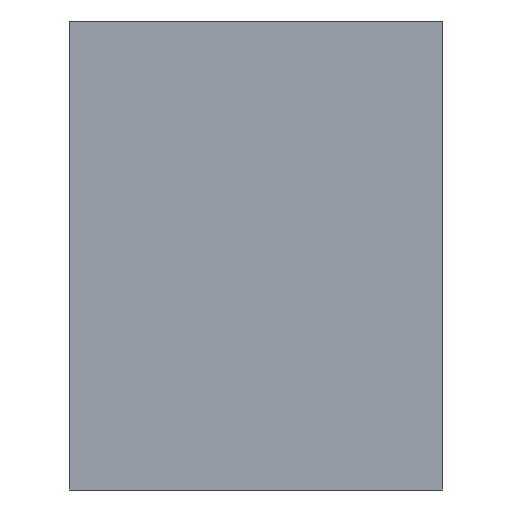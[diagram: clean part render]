
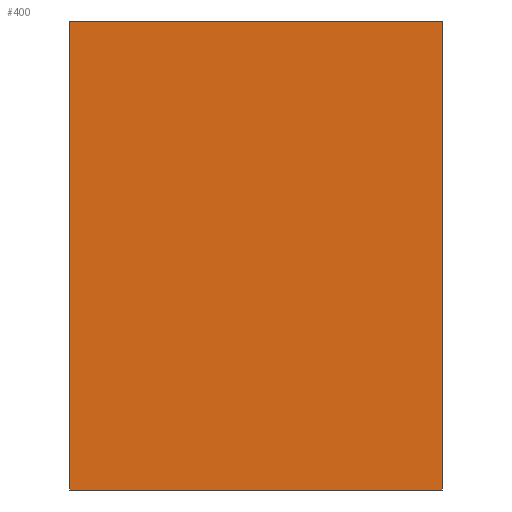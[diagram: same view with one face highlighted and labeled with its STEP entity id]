
A CAD part, left-side view. The second image highlights one B-rep face of the part: STEP entity #400.
In plain terms, the highlighted planar face has unit normal (-1, 0, 0).
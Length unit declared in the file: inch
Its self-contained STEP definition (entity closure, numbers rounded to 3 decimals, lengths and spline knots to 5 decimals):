
#18 = CARTESIAN_POINT ( 'NONE',  ( -4.75, 12.103, 0.5 ) ) ;
#28 = DIRECTION ( 'NONE',  ( 0., 1., 0. ) ) ;
#30 = VECTOR ( 'NONE', #28, 39.37008 ) ;
#62 = CARTESIAN_POINT ( 'NONE',  ( -4.75, 12.103, -0.5 ) ) ;
#73 = CARTESIAN_POINT ( 'NONE',  ( -4.75, 12.103, -0.5 ) ) ;
#75 = DIRECTION ( 'NONE',  ( 0., -1., 0. ) ) ;
#80 = AXIS2_PLACEMENT_3D ( 'NONE', #397, #176, #321 ) ;
#81 = VERTEX_POINT ( 'NONE', #385 ) ;
#90 = VERTEX_POINT ( 'NONE', #317 ) ;
#96 = VECTOR ( 'NONE', #460, 39.37008 ) ;
#116 = LINE ( 'NONE', #18, #184 ) ;
#126 = VERTEX_POINT ( 'NONE', #304 ) ;
#134 = LINE ( 'NONE', #144, #371 ) ;
#137 = FACE_OUTER_BOUND ( 'NONE', #455, .T. ) ;
#144 = CARTESIAN_POINT ( 'NONE',  ( -4.75, 12.9, 0.5 ) ) ;
#145 = ORIENTED_EDGE ( 'NONE', *, *, #340, .F. ) ;
#153 = EDGE_CURVE ( 'NONE', #126, #90, #116, .T. ) ;
#176 = DIRECTION ( 'NONE',  ( -1., 0., 0. ) ) ;
#184 = VECTOR ( 'NONE', #75, 39.37008 ) ;
#201 = ORIENTED_EDGE ( 'NONE', *, *, #153, .F. ) ;
#203 = CARTESIAN_POINT ( 'NONE',  ( -4.75, 12.103, 0.5 ) ) ;
#213 = VERTEX_POINT ( 'NONE', #62 ) ;
#251 = PLANE ( 'NONE',  #80 ) ;
#294 = DIRECTION ( 'NONE',  ( 0., 0., 1. ) ) ;
#304 = CARTESIAN_POINT ( 'NONE',  ( -4.75, 12.9, 0.5 ) ) ;
#317 = CARTESIAN_POINT ( 'NONE',  ( -4.75, 12.103, 0.5 ) ) ;
#321 = DIRECTION ( 'NONE',  ( 0., 0., 1. ) ) ;
#340 = EDGE_CURVE ( 'NONE', #213, #81, #353, .T. ) ;
#353 = LINE ( 'NONE', #73, #30 ) ;
#364 = EDGE_CURVE ( 'NONE', #90, #213, #457, .T. ) ;
#371 = VECTOR ( 'NONE', #294, 39.37008 ) ;
#385 = CARTESIAN_POINT ( 'NONE',  ( -4.75, 12.9, -0.5 ) ) ;
#397 = CARTESIAN_POINT ( 'NONE',  ( -4.75, 0., 0. ) ) ;
#400 = ADVANCED_FACE ( 'NONE', ( #137 ), #251, .T. ) ;
#427 = ORIENTED_EDGE ( 'NONE', *, *, #364, .F. ) ;
#428 = EDGE_CURVE ( 'NONE', #81, #126, #134, .T. ) ;
#449 = ORIENTED_EDGE ( 'NONE', *, *, #428, .F. ) ;
#455 = EDGE_LOOP ( 'NONE', ( #145, #427, #201, #449 ) ) ;
#457 = LINE ( 'NONE', #203, #96 ) ;
#460 = DIRECTION ( 'NONE',  ( 0., 0., -1. ) ) ;
